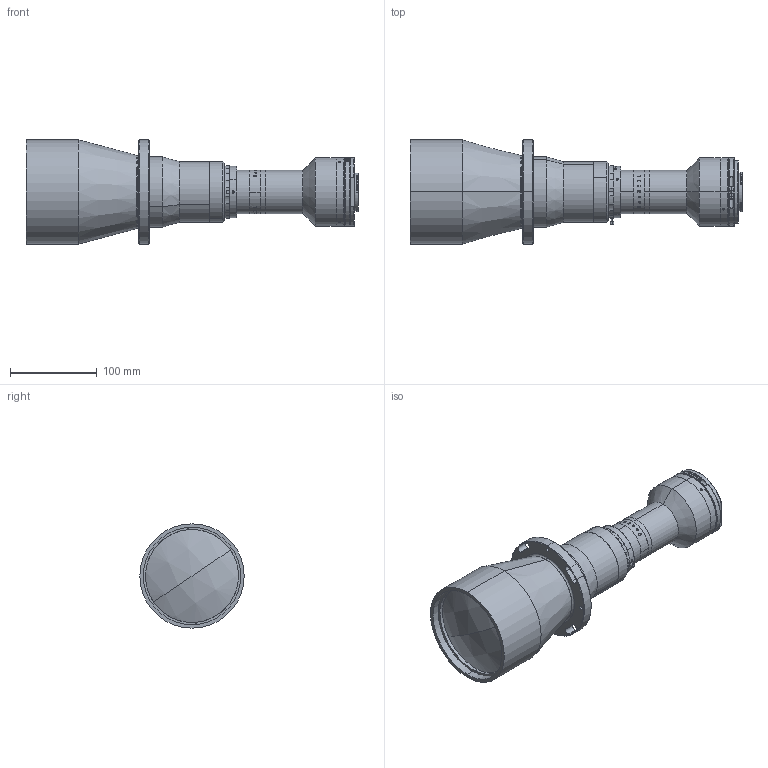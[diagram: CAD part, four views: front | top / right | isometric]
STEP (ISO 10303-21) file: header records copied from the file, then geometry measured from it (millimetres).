
FILE_DESCRIPTION (( 'STEP AP203' ), '1' );
FILE_NAME ('XF-PTL09238-F-VI.STEP', '2019-05-28T02:49:11', ( 'canrill005' ), ( '' ), 'SwSTEP 2.0', 'SolidWorks 2014', '' );
FILE_SCHEMA (( 'CONFIG_CONTROL_DESIGN' ));
Length unit declared in the file: millimetre
Products named in the file (2): XF-PTL09238-F-VI
Bounding box: 381.96 x 120 x 120 mm (x, y, z)
Surface area: 154483.7 mm2 (no closed solid volume)
Topology: 0 solids, 45 shells, 282 faces, 1415 edges, 1170 vertices
Faces by surface type: cylinder 154, plane 69, cone 38, torus 12, bspline 5, sphere 4
Entity records: 22368 total; most frequent: CARTESIAN_POINT 11585, DIRECTION 2100, ORIENTED_EDGE 1926, EDGE_CURVE 1413, VERTEX_POINT 1170, AXIS2_PLACEMENT_3D 825, CIRCLE 546, LINE 450
